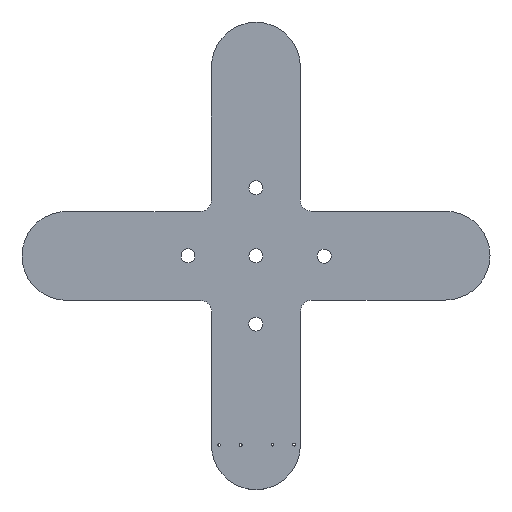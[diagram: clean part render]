
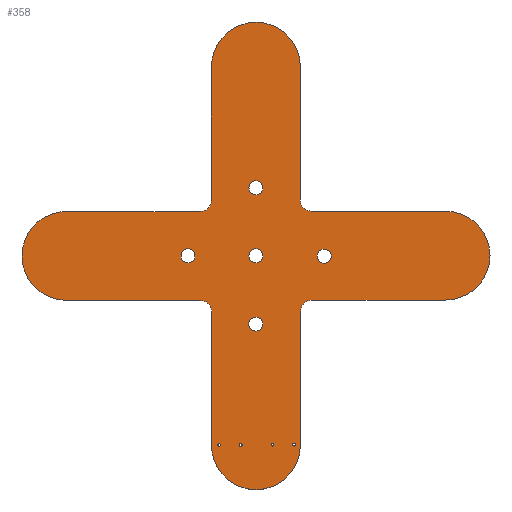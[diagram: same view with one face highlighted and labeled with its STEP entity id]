
A CAD part, top view. The second image highlights one B-rep face of the part: STEP entity #358.
In plain terms, the highlighted planar face has unit normal (0, 0, 1).
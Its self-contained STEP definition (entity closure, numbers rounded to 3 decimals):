
#42 = VERTEX_POINT('',#43);
#43 = CARTESIAN_POINT('',(192.65,-63.6,1.51));
#49 = EDGE_CURVE('',#42,#50,#52,.T.);
#50 = VERTEX_POINT('',#51);
#51 = CARTESIAN_POINT('',(233.45,-63.6,1.51));
#52 = CIRCLE('',#53,20.4);
#53 = AXIS2_PLACEMENT_3D('',#54,#55,#56);
#54 = CARTESIAN_POINT('',(213.05,-63.6,1.51));
#55 = DIRECTION('',(0.,0.,-1.));
#56 = DIRECTION('',(-1.,0.,0.));
#84 = VERTEX_POINT('',#85);
#85 = CARTESIAN_POINT('',(192.6,-124.95,1.51));
#91 = EDGE_CURVE('',#84,#42,#92,.T.);
#92 = LINE('',#93,#94);
#93 = CARTESIAN_POINT('',(192.6,-124.95,1.51));
#94 = VECTOR('',#95,1.);
#95 = DIRECTION('',(0.001,1.,0.));
#113 = EDGE_CURVE('',#50,#114,#116,.T.);
#114 = VERTEX_POINT('',#115);
#115 = CARTESIAN_POINT('',(233.406,-124.75,1.51));
#116 = LINE('',#117,#118);
#117 = CARTESIAN_POINT('',(233.45,-63.6,1.51));
#118 = VECTOR('',#119,1.);
#119 = DIRECTION('',(-0.001,-1.,0.));
#358 = ADVANCED_FACE('',(#359,#473,#484,#495,#506,#517,#528,#539,#550,
    #561),#572,.T.);
#359 = FACE_BOUND('',#360,.T.);
#360 = EDGE_LOOP('',(#361,#362,#363,#372,#380,#389,#397,#406,#414,#423,
    #431,#440,#448,#457,#465,#472));
#361 = ORIENTED_EDGE('',*,*,#49,.F.);
#362 = ORIENTED_EDGE('',*,*,#91,.F.);
#363 = ORIENTED_EDGE('',*,*,#364,.F.);
#364 = EDGE_CURVE('',#365,#84,#367,.T.);
#365 = VERTEX_POINT('',#366);
#366 = CARTESIAN_POINT('',(187.5,-130.05,1.51));
#367 = CIRCLE('',#368,5.1);
#368 = AXIS2_PLACEMENT_3D('',#369,#370,#371);
#369 = CARTESIAN_POINT('',(187.5,-124.95,1.51));
#370 = DIRECTION('',(0.,0.,1.));
#371 = DIRECTION('',(0.,-1.,0.));
#372 = ORIENTED_EDGE('',*,*,#373,.F.);
#373 = EDGE_CURVE('',#374,#365,#376,.T.);
#374 = VERTEX_POINT('',#375);
#375 = CARTESIAN_POINT('',(126.05,-130.05,1.51));
#376 = LINE('',#377,#378);
#377 = CARTESIAN_POINT('',(126.05,-130.05,1.51));
#378 = VECTOR('',#379,1.);
#379 = DIRECTION('',(1.,0.,0.));
#380 = ORIENTED_EDGE('',*,*,#381,.F.);
#381 = EDGE_CURVE('',#382,#374,#384,.T.);
#382 = VERTEX_POINT('',#383);
#383 = CARTESIAN_POINT('',(126.05,-170.85,1.51));
#384 = CIRCLE('',#385,20.4);
#385 = AXIS2_PLACEMENT_3D('',#386,#387,#388);
#386 = CARTESIAN_POINT('',(126.05,-150.45,1.51));
#387 = DIRECTION('',(0.,0.,-1.));
#388 = DIRECTION('',(0.,-1.,0.));
#389 = ORIENTED_EDGE('',*,*,#390,.F.);
#390 = EDGE_CURVE('',#391,#382,#393,.T.);
#391 = VERTEX_POINT('',#392);
#392 = CARTESIAN_POINT('',(187.594,-170.9,1.51));
#393 = LINE('',#394,#395);
#394 = CARTESIAN_POINT('',(187.594,-170.9,1.51));
#395 = VECTOR('',#396,1.);
#396 = DIRECTION('',(-1.,0.001,0.));
#397 = ORIENTED_EDGE('',*,*,#398,.F.);
#398 = EDGE_CURVE('',#399,#391,#401,.T.);
#399 = VERTEX_POINT('',#400);
#400 = CARTESIAN_POINT('',(192.694,-176.,1.51));
#401 = CIRCLE('',#402,5.1);
#402 = AXIS2_PLACEMENT_3D('',#403,#404,#405);
#403 = CARTESIAN_POINT('',(187.594,-176.,1.51));
#404 = DIRECTION('',(0.,0.,1.));
#405 = DIRECTION('',(1.,0.,0.));
#406 = ORIENTED_EDGE('',*,*,#407,.F.);
#407 = EDGE_CURVE('',#408,#399,#410,.T.);
#408 = VERTEX_POINT('',#409);
#409 = CARTESIAN_POINT('',(192.65,-237.35,1.51));
#410 = LINE('',#411,#412);
#411 = CARTESIAN_POINT('',(192.65,-237.35,1.51));
#412 = VECTOR('',#413,1.);
#413 = DIRECTION('',(0.001,1.,0.));
#414 = ORIENTED_EDGE('',*,*,#415,.F.);
#415 = EDGE_CURVE('',#416,#408,#418,.T.);
#416 = VERTEX_POINT('',#417);
#417 = CARTESIAN_POINT('',(233.45,-237.35,1.51));
#418 = CIRCLE('',#419,20.4);
#419 = AXIS2_PLACEMENT_3D('',#420,#421,#422);
#420 = CARTESIAN_POINT('',(213.05,-237.35,1.51));
#421 = DIRECTION('',(0.,0.,-1.));
#422 = DIRECTION('',(1.,0.,0.));
#423 = ORIENTED_EDGE('',*,*,#424,.F.);
#424 = EDGE_CURVE('',#425,#416,#427,.T.);
#425 = VERTEX_POINT('',#426);
#426 = CARTESIAN_POINT('',(233.506,-175.8,1.51));
#427 = LINE('',#428,#429);
#428 = CARTESIAN_POINT('',(233.506,-175.8,1.51));
#429 = VECTOR('',#430,1.);
#430 = DIRECTION('',(-0.001,-1.,0.));
#431 = ORIENTED_EDGE('',*,*,#432,.F.);
#432 = EDGE_CURVE('',#433,#425,#435,.T.);
#433 = VERTEX_POINT('',#434);
#434 = CARTESIAN_POINT('',(238.606,-170.7,1.51));
#435 = CIRCLE('',#436,5.1);
#436 = AXIS2_PLACEMENT_3D('',#437,#438,#439);
#437 = CARTESIAN_POINT('',(238.606,-175.8,1.51));
#438 = DIRECTION('',(0.,0.,1.));
#439 = DIRECTION('',(0.,1.,-0.));
#440 = ORIENTED_EDGE('',*,*,#441,.F.);
#441 = EDGE_CURVE('',#442,#433,#444,.T.);
#442 = VERTEX_POINT('',#443);
#443 = CARTESIAN_POINT('',(300.1,-170.7,1.51));
#444 = LINE('',#445,#446);
#445 = CARTESIAN_POINT('',(300.1,-170.7,1.51));
#446 = VECTOR('',#447,1.);
#447 = DIRECTION('',(-1.,0.,0.));
#448 = ORIENTED_EDGE('',*,*,#449,.F.);
#449 = EDGE_CURVE('',#450,#442,#452,.T.);
#450 = VERTEX_POINT('',#451);
#451 = CARTESIAN_POINT('',(300.1,-129.9,1.51));
#452 = CIRCLE('',#453,20.4);
#453 = AXIS2_PLACEMENT_3D('',#454,#455,#456);
#454 = CARTESIAN_POINT('',(300.1,-150.3,1.51));
#455 = DIRECTION('',(0.,0.,-1.));
#456 = DIRECTION('',(0.,1.,0.));
#457 = ORIENTED_EDGE('',*,*,#458,.F.);
#458 = EDGE_CURVE('',#459,#450,#461,.T.);
#459 = VERTEX_POINT('',#460);
#460 = CARTESIAN_POINT('',(238.506,-129.844,1.51));
#461 = LINE('',#462,#463);
#462 = CARTESIAN_POINT('',(238.506,-129.844,1.51));
#463 = VECTOR('',#464,1.);
#464 = DIRECTION('',(1.,-0.001,0.));
#465 = ORIENTED_EDGE('',*,*,#466,.F.);
#466 = EDGE_CURVE('',#114,#459,#467,.T.);
#467 = CIRCLE('',#468,5.094);
#468 = AXIS2_PLACEMENT_3D('',#469,#470,#471);
#469 = CARTESIAN_POINT('',(238.5,-124.75,1.51));
#470 = DIRECTION('',(0.,0.,1.));
#471 = DIRECTION('',(-1.,0.,0.));
#472 = ORIENTED_EDGE('',*,*,#113,.F.);
#473 = FACE_BOUND('',#474,.T.);
#474 = EDGE_LOOP('',(#475));
#475 = ORIENTED_EDGE('',*,*,#476,.T.);
#476 = EDGE_CURVE('',#477,#477,#479,.T.);
#477 = VERTEX_POINT('',#478);
#478 = CARTESIAN_POINT('',(196.145,-237.846,1.51));
#479 = CIRCLE('',#480,0.622);
#480 = AXIS2_PLACEMENT_3D('',#481,#482,#483);
#481 = CARTESIAN_POINT('',(196.145,-237.223,1.51));
#482 = DIRECTION('',(-0.,0.,-1.));
#483 = DIRECTION('',(-0.,-1.,0.));
#484 = FACE_BOUND('',#485,.T.);
#485 = EDGE_LOOP('',(#486));
#486 = ORIENTED_EDGE('',*,*,#487,.T.);
#487 = EDGE_CURVE('',#488,#488,#490,.T.);
#488 = VERTEX_POINT('',#489);
#489 = CARTESIAN_POINT('',(206.055,-237.846,1.51));
#490 = CIRCLE('',#491,0.622);
#491 = AXIS2_PLACEMENT_3D('',#492,#493,#494);
#492 = CARTESIAN_POINT('',(206.055,-237.223,1.51));
#493 = DIRECTION('',(-0.,0.,-1.));
#494 = DIRECTION('',(-0.,-1.,0.));
#495 = FACE_BOUND('',#496,.T.);
#496 = EDGE_LOOP('',(#497));
#497 = ORIENTED_EDGE('',*,*,#498,.T.);
#498 = EDGE_CURVE('',#499,#499,#501,.T.);
#499 = VERTEX_POINT('',#500);
#500 = CARTESIAN_POINT('',(213.,-184.95,1.51));
#501 = CIRCLE('',#502,3.2);
#502 = AXIS2_PLACEMENT_3D('',#503,#504,#505);
#503 = CARTESIAN_POINT('',(213.,-181.75,1.51));
#504 = DIRECTION('',(-0.,0.,-1.));
#505 = DIRECTION('',(-0.,-1.,0.));
#506 = FACE_BOUND('',#507,.T.);
#507 = EDGE_LOOP('',(#508));
#508 = ORIENTED_EDGE('',*,*,#509,.T.);
#509 = EDGE_CURVE('',#510,#510,#512,.T.);
#510 = VERTEX_POINT('',#511);
#511 = CARTESIAN_POINT('',(220.676,-237.713,1.51));
#512 = CIRCLE('',#513,0.622);
#513 = AXIS2_PLACEMENT_3D('',#514,#515,#516);
#514 = CARTESIAN_POINT('',(220.676,-237.09,1.51));
#515 = DIRECTION('',(-0.,0.,-1.));
#516 = DIRECTION('',(-0.,-1.,0.));
#517 = FACE_BOUND('',#518,.T.);
#518 = EDGE_LOOP('',(#519));
#519 = ORIENTED_EDGE('',*,*,#520,.T.);
#520 = EDGE_CURVE('',#521,#521,#523,.T.);
#521 = VERTEX_POINT('',#522);
#522 = CARTESIAN_POINT('',(230.586,-237.713,1.51));
#523 = CIRCLE('',#524,0.622);
#524 = AXIS2_PLACEMENT_3D('',#525,#526,#527);
#525 = CARTESIAN_POINT('',(230.586,-237.09,1.51));
#526 = DIRECTION('',(-0.,0.,-1.));
#527 = DIRECTION('',(0.,-1.,0.));
#528 = FACE_BOUND('',#529,.T.);
#529 = EDGE_LOOP('',(#530));
#530 = ORIENTED_EDGE('',*,*,#531,.T.);
#531 = EDGE_CURVE('',#532,#532,#534,.T.);
#532 = VERTEX_POINT('',#533);
#533 = CARTESIAN_POINT('',(181.85,-153.55,1.51));
#534 = CIRCLE('',#535,3.2);
#535 = AXIS2_PLACEMENT_3D('',#536,#537,#538);
#536 = CARTESIAN_POINT('',(181.85,-150.35,1.51));
#537 = DIRECTION('',(-0.,0.,-1.));
#538 = DIRECTION('',(0.,-1.,0.));
#539 = FACE_BOUND('',#540,.T.);
#540 = EDGE_LOOP('',(#541));
#541 = ORIENTED_EDGE('',*,*,#542,.T.);
#542 = EDGE_CURVE('',#543,#543,#545,.T.);
#543 = VERTEX_POINT('',#544);
#544 = CARTESIAN_POINT('',(213.05,-153.6,1.51));
#545 = CIRCLE('',#546,3.2);
#546 = AXIS2_PLACEMENT_3D('',#547,#548,#549);
#547 = CARTESIAN_POINT('',(213.05,-150.4,1.51));
#548 = DIRECTION('',(-0.,0.,-1.));
#549 = DIRECTION('',(-0.,-1.,0.));
#550 = FACE_BOUND('',#551,.T.);
#551 = EDGE_LOOP('',(#552));
#552 = ORIENTED_EDGE('',*,*,#553,.T.);
#553 = EDGE_CURVE('',#554,#554,#556,.T.);
#554 = VERTEX_POINT('',#555);
#555 = CARTESIAN_POINT('',(213.05,-122.35,1.51));
#556 = CIRCLE('',#557,3.2);
#557 = AXIS2_PLACEMENT_3D('',#558,#559,#560);
#558 = CARTESIAN_POINT('',(213.05,-119.15,1.51));
#559 = DIRECTION('',(-0.,0.,-1.));
#560 = DIRECTION('',(-0.,-1.,0.));
#561 = FACE_BOUND('',#562,.T.);
#562 = EDGE_LOOP('',(#563));
#563 = ORIENTED_EDGE('',*,*,#564,.T.);
#564 = EDGE_CURVE('',#565,#565,#567,.T.);
#565 = VERTEX_POINT('',#566);
#566 = CARTESIAN_POINT('',(244.4,-153.75,1.51));
#567 = CIRCLE('',#568,3.2);
#568 = AXIS2_PLACEMENT_3D('',#569,#570,#571);
#569 = CARTESIAN_POINT('',(244.4,-150.55,1.51));
#570 = DIRECTION('',(-0.,0.,-1.));
#571 = DIRECTION('',(0.,-1.,-0.));
#572 = PLANE('',#573);
#573 = AXIS2_PLACEMENT_3D('',#574,#575,#576);
#574 = CARTESIAN_POINT('',(0.,0.,1.51));
#575 = DIRECTION('',(0.,0.,1.));
#576 = DIRECTION('',(1.,0.,-0.));
